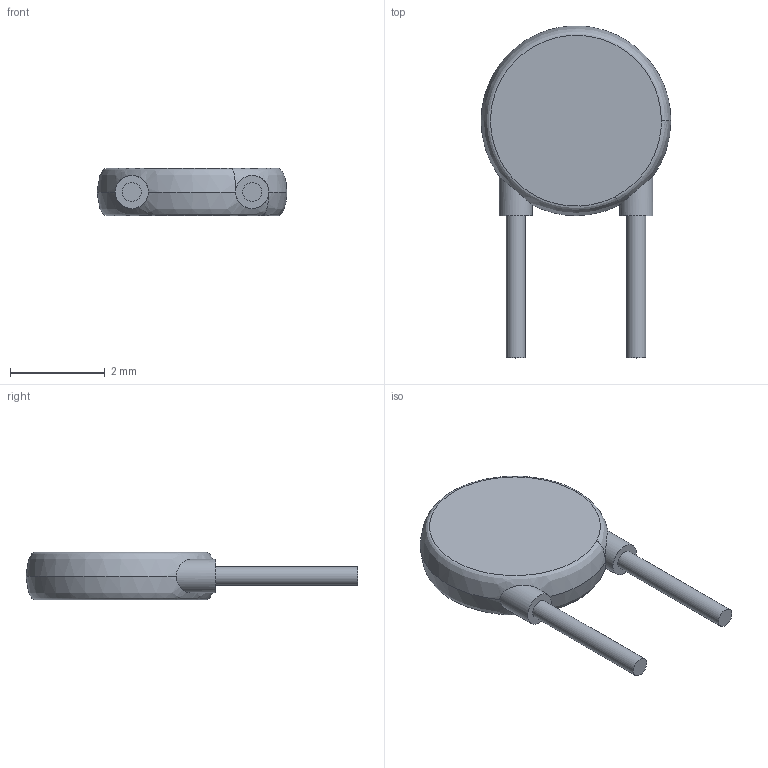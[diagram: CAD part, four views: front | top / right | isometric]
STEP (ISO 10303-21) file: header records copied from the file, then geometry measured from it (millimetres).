
FILE_DESCRIPTION(/* description */ (''),/* implementation_level */ '2;1');
FILE_NAME(/* name */ 'Ceramic capacitor 2.54mm v2.step',/* time_stamp */ '2019-11-26T16:15:32-03:00',/* author */ (''),/* organization */ (''),/* preprocessor_version */ 'ST-DEVELOPER v18',/* originating_system */ 'Autodesk Translation Framework v8.12.0.6',/* authorisation */ '');
FILE_SCHEMA (('AUTOMOTIVE_DESIGN { 1 0 10303 214 3 1 1 }'));
Length unit declared in the file: millimetre
Products named in the file (1): Ceramic capacitor 2.54mm
Bounding box: 4 x 7 x 1 mm (x, y, z)
Volume: 13.2 mm3; surface area: 44 mm2
Topology: 1 solids, 1 shells, 14 faces, 33 edges, 23 vertices
Faces by surface type: plane 6, bspline 4, cylinder 4
Full cylindrical faces by diameter (mm): 0.4 x2, 0.7 x2
Entity records: 1120 total; most frequent: CARTESIAN_POINT 771, ORIENTED_EDGE 66, DIRECTION 50, EDGE_CURVE 33, VERTEX_POINT 23, AXIS2_PLACEMENT_3D 23, EDGE_LOOP 16, STYLED_ITEM 15
